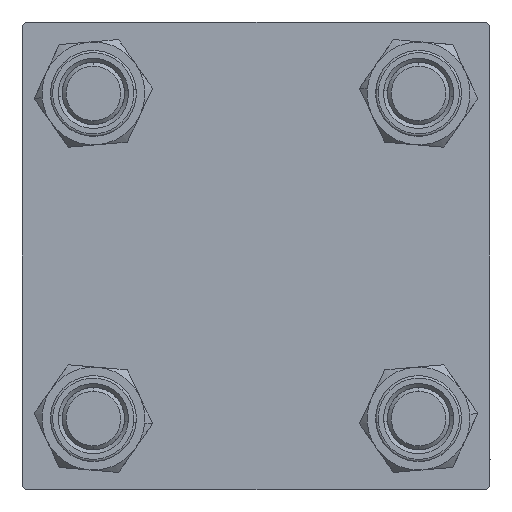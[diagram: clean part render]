
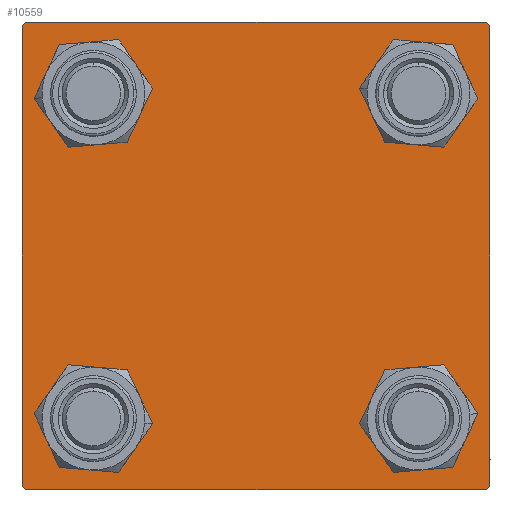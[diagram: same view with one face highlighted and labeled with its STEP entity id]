
A CAD part, left-side view. The second image highlights one B-rep face of the part: STEP entity #10559.
In plain terms, the highlighted planar face has unit normal (-1, 0, 0).
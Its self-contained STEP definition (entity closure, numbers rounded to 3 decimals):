
#166 = EDGE_CURVE ( 'NONE', #19944, #52355, #24718, .T. ) ;
#742 = CARTESIAN_POINT ( 'NONE',  ( 0., 30., -30. ) ) ;
#1078 = ORIENTED_EDGE ( 'NONE', *, *, #12107, .T. ) ;
#1376 = ORIENTED_EDGE ( 'NONE', *, *, #30855, .T. ) ;
#1435 = FACE_BOUND ( 'NONE', #52645, .T. ) ;
#2122 = EDGE_CURVE ( 'NONE', #52355, #11819, #16661, .T. ) ;
#2404 = ORIENTED_EDGE ( 'NONE', *, *, #2122, .T. ) ;
#2625 = VERTEX_POINT ( 'NONE', #53301 ) ;
#2897 = DIRECTION ( 'NONE',  ( 1., 0., 0. ) ) ;
#3353 = EDGE_CURVE ( 'NONE', #18241, #40294, #27470, .T. ) ;
#4188 = EDGE_CURVE ( 'NONE', #23189, #2625, #25699, .T. ) ;
#4898 = DIRECTION ( 'NONE',  ( 0., -0.707, -0.707 ) ) ;
#5005 = EDGE_CURVE ( 'NONE', #2625, #23189, #44057, .T. ) ;
#5254 = DIRECTION ( 'NONE',  ( 1., 0., 0. ) ) ;
#5396 = CARTESIAN_POINT ( 'NONE',  ( 0., -30., 29.5 ) ) ;
#5598 = VECTOR ( 'NONE', #30144, 1000. ) ;
#5663 = EDGE_LOOP ( 'NONE', ( #43461, #1376 ) ) ;
#5742 = VERTEX_POINT ( 'NONE', #11536 ) ;
#5766 = CIRCLE ( 'NONE', #51592, 4.5 ) ;
#7134 = LINE ( 'NONE', #50787, #8360 ) ;
#7178 = EDGE_CURVE ( 'NONE', #40294, #19333, #30552, .T. ) ;
#8142 = ORIENTED_EDGE ( 'NONE', *, *, #25662, .T. ) ;
#8360 = VECTOR ( 'NONE', #37300, 1000. ) ;
#8471 = CARTESIAN_POINT ( 'NONE',  ( 0., 30., 29.5 ) ) ;
#8729 = CARTESIAN_POINT ( 'NONE',  ( 0., 29.5, 30. ) ) ;
#9584 = DIRECTION ( 'NONE',  ( 1., 0., 0. ) ) ;
#9798 = LINE ( 'NONE', #22994, #21396 ) ;
#10398 = CARTESIAN_POINT ( 'NONE',  ( 0., -29.5, -30. ) ) ;
#10559 = ADVANCED_FACE ( 'NONE', ( #33315, #24694, #14675, #1435, #18965 ), #36489, .T. ) ;
#10828 = ORIENTED_EDGE ( 'NONE', *, *, #36293, .T. ) ;
#10860 = VERTEX_POINT ( 'NONE', #36417 ) ;
#11060 = AXIS2_PLACEMENT_3D ( 'NONE', #23846, #54001, #32168 ) ;
#11420 = EDGE_CURVE ( 'NONE', #19944, #34146, #18908, .T. ) ;
#11536 = CARTESIAN_POINT ( 'NONE',  ( 0., 20.85, 25.35 ) ) ;
#11819 = VERTEX_POINT ( 'NONE', #44690 ) ;
#12004 = VECTOR ( 'NONE', #22351, 1000. ) ;
#12107 = EDGE_CURVE ( 'NONE', #26176, #34146, #56015, .T. ) ;
#12256 = ORIENTED_EDGE ( 'NONE', *, *, #5005, .T. ) ;
#12836 = DIRECTION ( 'NONE',  ( 1., 0., 0. ) ) ;
#14230 = VERTEX_POINT ( 'NONE', #29737 ) ;
#14233 = VERTEX_POINT ( 'NONE', #29174 ) ;
#14675 = FACE_BOUND ( 'NONE', #5663, .T. ) ;
#16146 = CARTESIAN_POINT ( 'NONE',  ( 0., 20.85, -20.85 ) ) ;
#16661 = LINE ( 'NONE', #38769, #42157 ) ;
#16767 = EDGE_CURVE ( 'NONE', #14230, #10860, #5766, .T. ) ;
#16866 = DIRECTION ( 'NONE',  ( 0., 0., 1. ) ) ;
#17328 = DIRECTION ( 'NONE',  ( 0., 0., 1. ) ) ;
#17698 = CARTESIAN_POINT ( 'NONE',  ( 0., 20.85, 20.85 ) ) ;
#18170 = DIRECTION ( 'NONE',  ( 1., 0., 0. ) ) ;
#18241 = VERTEX_POINT ( 'NONE', #27315 ) ;
#18714 = EDGE_CURVE ( 'NONE', #47214, #5742, #36975, .T. ) ;
#18908 = LINE ( 'NONE', #39601, #12004 ) ;
#18965 = FACE_OUTER_BOUND ( 'NONE', #44681, .T. ) ;
#19333 = VERTEX_POINT ( 'NONE', #30776 ) ;
#19944 = VERTEX_POINT ( 'NONE', #8729 ) ;
#21059 = ORIENTED_EDGE ( 'NONE', *, *, #11420, .F. ) ;
#21396 = VECTOR ( 'NONE', #4898, 1000. ) ;
#21802 = DIRECTION ( 'NONE',  ( 0., 0., -1. ) ) ;
#21934 = CARTESIAN_POINT ( 'NONE',  ( 0., -29.75, -29.75 ) ) ;
#22039 = AXIS2_PLACEMENT_3D ( 'NONE', #25863, #2897, #55759 ) ;
#22351 = DIRECTION ( 'NONE',  ( 0., -1., 0. ) ) ;
#22780 = CARTESIAN_POINT ( 'NONE',  ( 0., -20.85, -25.35 ) ) ;
#22994 = CARTESIAN_POINT ( 'NONE',  ( 0., 29.75, -29.75 ) ) ;
#23189 = VERTEX_POINT ( 'NONE', #22780 ) ;
#23435 = CIRCLE ( 'NONE', #30760, 4.5 ) ;
#23488 = CIRCLE ( 'NONE', #38174, 4.5 ) ;
#23846 = CARTESIAN_POINT ( 'NONE',  ( 0., 0., 0. ) ) ;
#24037 = ORIENTED_EDGE ( 'NONE', *, *, #44478, .T. ) ;
#24162 = DIRECTION ( 'NONE',  ( 0., 0., 1. ) ) ;
#24694 = FACE_BOUND ( 'NONE', #27644, .T. ) ;
#24718 = LINE ( 'NONE', #32192, #40261 ) ;
#25094 = CARTESIAN_POINT ( 'NONE',  ( 0., 20.85, 16.35 ) ) ;
#25255 = ORIENTED_EDGE ( 'NONE', *, *, #166, .T. ) ;
#25662 = EDGE_CURVE ( 'NONE', #5742, #47214, #23435, .T. ) ;
#25699 = CIRCLE ( 'NONE', #22039, 4.5 ) ;
#25863 = CARTESIAN_POINT ( 'NONE',  ( 0., -20.85, -20.85 ) ) ;
#26176 = VERTEX_POINT ( 'NONE', #5396 ) ;
#27315 = CARTESIAN_POINT ( 'NONE',  ( 0., 29.5, -30. ) ) ;
#27325 = CARTESIAN_POINT ( 'NONE',  ( 0., -20.85, -20.85 ) ) ;
#27470 = LINE ( 'NONE', #742, #33905 ) ;
#27644 = EDGE_LOOP ( 'NONE', ( #12256, #56694 ) ) ;
#27832 = AXIS2_PLACEMENT_3D ( 'NONE', #17698, #12836, #16866 ) ;
#28189 = EDGE_CURVE ( 'NONE', #26176, #19333, #7134, .T. ) ;
#28365 = CARTESIAN_POINT ( 'NONE',  ( 0., -29.5, 30. ) ) ;
#29174 = CARTESIAN_POINT ( 'NONE',  ( 0., -20.85, 25.35 ) ) ;
#29427 = AXIS2_PLACEMENT_3D ( 'NONE', #27325, #44847, #24162 ) ;
#29737 = CARTESIAN_POINT ( 'NONE',  ( 0., 20.85, -16.35 ) ) ;
#29750 = VERTEX_POINT ( 'NONE', #48171 ) ;
#30144 = DIRECTION ( 'NONE',  ( 0., 0.707, 0.707 ) ) ;
#30552 = LINE ( 'NONE', #21934, #40463 ) ;
#30760 = AXIS2_PLACEMENT_3D ( 'NONE', #48619, #5254, #40310 ) ;
#30776 = CARTESIAN_POINT ( 'NONE',  ( 0., -30., -29.5 ) ) ;
#30855 = EDGE_CURVE ( 'NONE', #10860, #14230, #32228, .T. ) ;
#32168 = DIRECTION ( 'NONE',  ( 0., 0., 1. ) ) ;
#32192 = CARTESIAN_POINT ( 'NONE',  ( 0., 29.75, 29.75 ) ) ;
#32228 = CIRCLE ( 'NONE', #39563, 4.5 ) ;
#32264 = DIRECTION ( 'NONE',  ( 0., 0., 1. ) ) ;
#33315 = FACE_BOUND ( 'NONE', #46257, .T. ) ;
#33717 = DIRECTION ( 'NONE',  ( 0., 0., 1. ) ) ;
#33905 = VECTOR ( 'NONE', #45280, 1000. ) ;
#34146 = VERTEX_POINT ( 'NONE', #28365 ) ;
#34210 = DIRECTION ( 'NONE',  ( 1., 0., 0. ) ) ;
#36293 = EDGE_CURVE ( 'NONE', #11819, #18241, #9798, .T. ) ;
#36417 = CARTESIAN_POINT ( 'NONE',  ( 0., 20.85, -25.35 ) ) ;
#36489 = PLANE ( 'NONE',  #11060 ) ;
#36582 = CARTESIAN_POINT ( 'NONE',  ( 0., 20.85, -20.85 ) ) ;
#36975 = CIRCLE ( 'NONE', #27832, 4.5 ) ;
#37300 = DIRECTION ( 'NONE',  ( 0., 0., -1. ) ) ;
#37747 = CARTESIAN_POINT ( 'NONE',  ( 0., -20.85, 20.85 ) ) ;
#37813 = ORIENTED_EDGE ( 'NONE', *, *, #3353, .T. ) ;
#38174 = AXIS2_PLACEMENT_3D ( 'NONE', #43183, #18170, #17328 ) ;
#38769 = CARTESIAN_POINT ( 'NONE',  ( 0., 30., 30. ) ) ;
#39563 = AXIS2_PLACEMENT_3D ( 'NONE', #36582, #9584, #32264 ) ;
#39601 = CARTESIAN_POINT ( 'NONE',  ( 0., 30., 30. ) ) ;
#40123 = CIRCLE ( 'NONE', #49299, 4.5 ) ;
#40261 = VECTOR ( 'NONE', #49709, 1000. ) ;
#40294 = VERTEX_POINT ( 'NONE', #10398 ) ;
#40310 = DIRECTION ( 'NONE',  ( 0., 0., 1. ) ) ;
#40463 = VECTOR ( 'NONE', #48066, 1000. ) ;
#42157 = VECTOR ( 'NONE', #21802, 1000. ) ;
#43183 = CARTESIAN_POINT ( 'NONE',  ( 0., -20.85, 20.85 ) ) ;
#43461 = ORIENTED_EDGE ( 'NONE', *, *, #16767, .T. ) ;
#43643 = CARTESIAN_POINT ( 'NONE',  ( 0., -29.75, 29.75 ) ) ;
#44057 = CIRCLE ( 'NONE', #29427, 4.5 ) ;
#44478 = EDGE_CURVE ( 'NONE', #14233, #29750, #23488, .T. ) ;
#44681 = EDGE_LOOP ( 'NONE', ( #2404, #10828, #37813, #49228, #46526, #1078, #21059, #25255 ) ) ;
#44690 = CARTESIAN_POINT ( 'NONE',  ( 0., 30., -29.5 ) ) ;
#44847 = DIRECTION ( 'NONE',  ( 1., 0., 0. ) ) ;
#45280 = DIRECTION ( 'NONE',  ( 0., -1., 0. ) ) ;
#46257 = EDGE_LOOP ( 'NONE', ( #24037, #47283 ) ) ;
#46526 = ORIENTED_EDGE ( 'NONE', *, *, #28189, .F. ) ;
#46644 = DIRECTION ( 'NONE',  ( 1., 0., 0. ) ) ;
#47214 = VERTEX_POINT ( 'NONE', #25094 ) ;
#47283 = ORIENTED_EDGE ( 'NONE', *, *, #54391, .T. ) ;
#48066 = DIRECTION ( 'NONE',  ( 0., -0.707, 0.707 ) ) ;
#48171 = CARTESIAN_POINT ( 'NONE',  ( 0., -20.85, 16.35 ) ) ;
#48619 = CARTESIAN_POINT ( 'NONE',  ( 0., 20.85, 20.85 ) ) ;
#49228 = ORIENTED_EDGE ( 'NONE', *, *, #7178, .T. ) ;
#49299 = AXIS2_PLACEMENT_3D ( 'NONE', #37747, #46644, #33717 ) ;
#49709 = DIRECTION ( 'NONE',  ( 0., 0.707, -0.707 ) ) ;
#50787 = CARTESIAN_POINT ( 'NONE',  ( 0., -30., 30. ) ) ;
#51592 = AXIS2_PLACEMENT_3D ( 'NONE', #16146, #34210, #51715 ) ;
#51715 = DIRECTION ( 'NONE',  ( 0., 0., 1. ) ) ;
#52355 = VERTEX_POINT ( 'NONE', #8471 ) ;
#52645 = EDGE_LOOP ( 'NONE', ( #8142, #55195 ) ) ;
#53301 = CARTESIAN_POINT ( 'NONE',  ( 0., -20.85, -16.35 ) ) ;
#54001 = DIRECTION ( 'NONE',  ( -1., 0., 0. ) ) ;
#54391 = EDGE_CURVE ( 'NONE', #29750, #14233, #40123, .T. ) ;
#55195 = ORIENTED_EDGE ( 'NONE', *, *, #18714, .T. ) ;
#55759 = DIRECTION ( 'NONE',  ( 0., 0., 1. ) ) ;
#56015 = LINE ( 'NONE', #43643, #5598 ) ;
#56694 = ORIENTED_EDGE ( 'NONE', *, *, #4188, .T. ) ;
